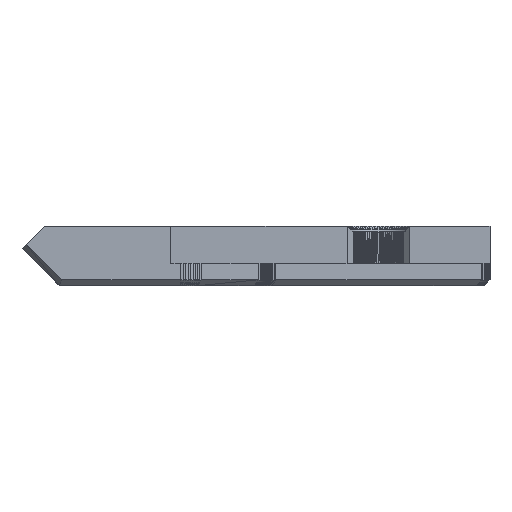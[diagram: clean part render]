
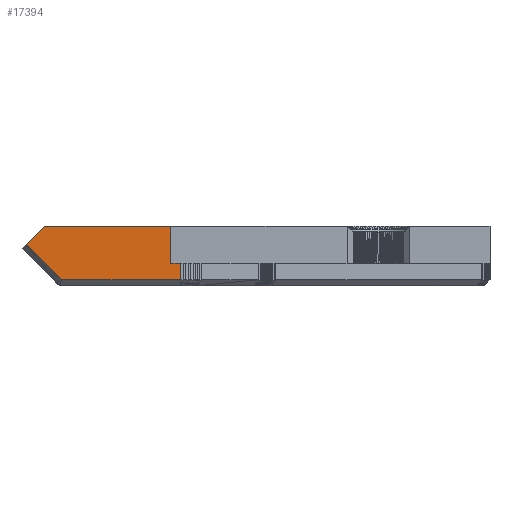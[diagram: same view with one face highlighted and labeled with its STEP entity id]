
A CAD part, front view. The second image highlights one B-rep face of the part: STEP entity #17394.
In plain terms, the highlighted planar face has unit normal (0, -1, 0).
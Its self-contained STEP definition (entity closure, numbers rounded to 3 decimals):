
#3231 = VERTEX_POINT('',#3232);
#3232 = CARTESIAN_POINT('',(144.922,118.5,0.4));
#4020 = VERTEX_POINT('',#4021);
#4021 = CARTESIAN_POINT('',(135.75,118.5,4.));
#4028 = VERTEX_POINT('',#4029);
#4029 = CARTESIAN_POINT('',(134.533,118.5,2.783));
#4035 = EDGE_CURVE('',#4020,#4028,#4036,.T.);
#4036 = LINE('',#4037,#4038);
#4037 = CARTESIAN_POINT('',(135.75,118.5,4.));
#4038 = VECTOR('',#4039,1.);
#4039 = DIRECTION('',(-0.707,0.,-0.707));
#4093 = EDGE_CURVE('',#4094,#4028,#4096,.T.);
#4094 = VERTEX_POINT('',#4095);
#4095 = CARTESIAN_POINT('',(136.916,118.5,0.4));
#4096 = LINE('',#4097,#4098);
#4097 = CARTESIAN_POINT('',(136.916,118.5,0.4));
#4098 = VECTOR('',#4099,1.);
#4099 = DIRECTION('',(-0.707,0.,0.707));
#4243 = EDGE_CURVE('',#4244,#4020,#4246,.T.);
#4244 = VERTEX_POINT('',#4245);
#4245 = CARTESIAN_POINT('',(144.25,118.5,4.));
#4246 = LINE('',#4247,#4248);
#4247 = CARTESIAN_POINT('',(144.25,118.5,4.));
#4248 = VECTOR('',#4249,1.);
#4249 = DIRECTION('',(-1.,0.,0.));
#16681 = VERTEX_POINT('',#16682);
#16682 = CARTESIAN_POINT('',(144.25,118.5,1.5));
#16688 = EDGE_CURVE('',#16689,#16681,#16691,.T.);
#16689 = VERTEX_POINT('',#16690);
#16690 = CARTESIAN_POINT('',(144.922,118.5,1.5));
#16691 = LINE('',#16692,#16693);
#16692 = CARTESIAN_POINT('',(144.922,118.5,1.5));
#16693 = VECTOR('',#16694,1.);
#16694 = DIRECTION('',(-1.,0.,0.));
#17362 = EDGE_CURVE('',#3231,#4094,#17363,.T.);
#17363 = LINE('',#17364,#17365);
#17364 = CARTESIAN_POINT('',(144.922,118.5,0.4));
#17365 = VECTOR('',#17366,1.);
#17366 = DIRECTION('',(-1.,0.,0.));
#17384 = EDGE_CURVE('',#16689,#3231,#17385,.T.);
#17385 = LINE('',#17386,#17387);
#17386 = CARTESIAN_POINT('',(144.922,118.5,1.5));
#17387 = VECTOR('',#17388,1.);
#17388 = DIRECTION('',(0.,0.,-1.));
#17394 = ADVANCED_FACE('',(#17395),#17409,.T.);
#17395 = FACE_BOUND('',#17396,.T.);
#17396 = EDGE_LOOP('',(#17397,#17398,#17399,#17405,#17406,#17407,#17408)
  );
#17397 = ORIENTED_EDGE('',*,*,#17384,.F.);
#17398 = ORIENTED_EDGE('',*,*,#16688,.T.);
#17399 = ORIENTED_EDGE('',*,*,#17400,.F.);
#17400 = EDGE_CURVE('',#4244,#16681,#17401,.T.);
#17401 = LINE('',#17402,#17403);
#17402 = CARTESIAN_POINT('',(144.25,118.5,4.));
#17403 = VECTOR('',#17404,1.);
#17404 = DIRECTION('',(0.,0.,-1.));
#17405 = ORIENTED_EDGE('',*,*,#4243,.T.);
#17406 = ORIENTED_EDGE('',*,*,#4035,.T.);
#17407 = ORIENTED_EDGE('',*,*,#4093,.F.);
#17408 = ORIENTED_EDGE('',*,*,#17362,.F.);
#17409 = PLANE('',#17410);
#17410 = AXIS2_PLACEMENT_3D('',#17411,#17412,#17413);
#17411 = CARTESIAN_POINT('',(140.143,118.5,2.216));
#17412 = DIRECTION('',(0.,-1.,0.));
#17413 = DIRECTION('',(-1.,0.,0.));
